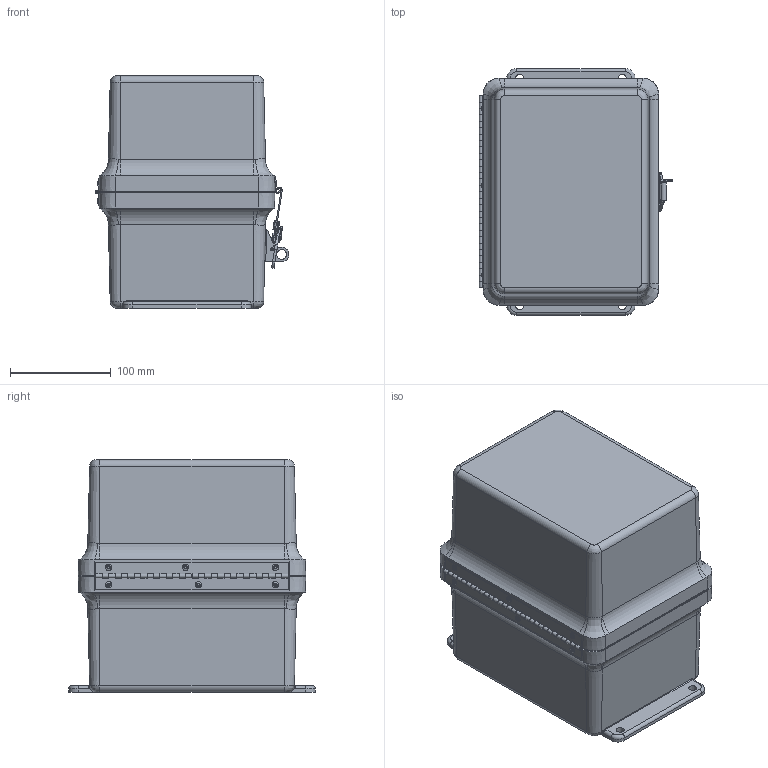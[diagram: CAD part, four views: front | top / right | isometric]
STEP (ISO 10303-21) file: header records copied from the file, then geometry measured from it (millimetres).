
FILE_DESCRIPTION(/* description */ (''),/* implementation_level */ '2;1');
FILE_NAME(/* name */ 'HW-J80608XD.stp',/* time_stamp */ '2014-04-17T09:51:09-05:00',/* author */ ('jtigges'),/* organization */ (''),/* preprocessor_version */ 'ST-DEVELOPER v15.2',/* originating_system */ 'Autodesk Inventor 2014',/* authorisation */ '');
FILE_SCHEMA (('AUTOMOTIVE_DESIGN { 1 0 10303 214 3 1 1 }'));
Length unit declared in the file: inch
Products named in the file (31): J806HL_2; RMINS45821P_89; RMINS45821P_90; RMINS45821P_91; RMINS45821P_92; J806BHL; RMRIV43; JONEA; SSHONEB; JONEC; JONED; JONEE; JONEF; JONEG; JONEH; SSHONEI; SSHONE; RMLATSSH; RMHINGCOVSSH7.5; RMHINGPIN7.5; RMHINGBOXSSH7.5; RMHINGSSH806; J806SSHCOV; GASKET_SSH_806; J806BSSHCOV; RMINS45821P_93; RMINS45821P_94; RMINS45821P_95; RMINS45821P_96; RMKEEPSSHLL150; J8068SSH_STP
Bounding box: 191.93 x 244.47 x 230.13 mm (x, y, z)
Volume: 1000709.5 mm3; surface area: 508013.5 mm2
Topology: 35 solids, 35 shells, 1003 faces, 2461 edges, 1566 vertices
Faces by surface type: plane 396, cylinder 376, bspline 103, cone 59, torus 56, sphere 13
Full cylindrical faces by diameter (mm): 2.159 x31, 2.4 x1, 2.7 x2, 3 x1, 3.175 x10, 3.25 x1, 3.302 x2, 3.454 x6, 3.5 x1, 3.556 x10, 3.861 x13, 3.962 x11, 4.2 x2, 4.7 x1, 4.9 x1, 5 x2, 5.3 x1, 5.537 x8, 6.35 x10, 6.858 x8, 9.55 x1, 13.3 x1, 13.5 x1
Entity records: 36993 total; most frequent: CARTESIAN_POINT 13845, DIRECTION 4865, ORIENTED_EDGE 4444, EDGE_CURVE 2222, AXIS2_PLACEMENT_3D 1878, VERTEX_POINT 1483, EDGE_LOOP 1243, LINE 1109
